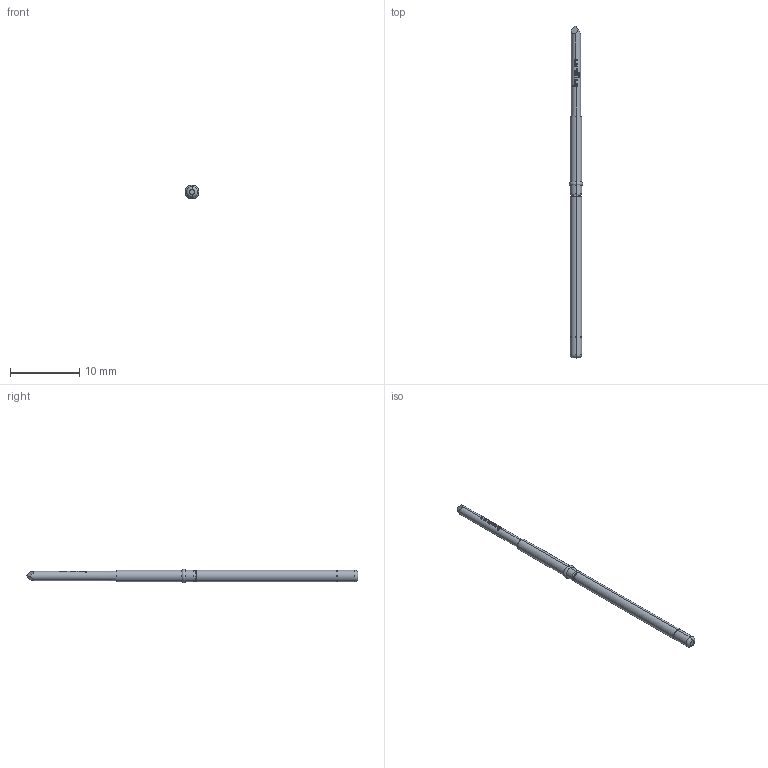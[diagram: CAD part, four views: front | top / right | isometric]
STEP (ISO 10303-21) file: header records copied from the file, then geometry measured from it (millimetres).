
FILE_DESCRIPTION (( 'STEP AP203' ), '1' );
FILE_NAME ('INGUN_GKS-204_207_130_A_xx10.STEP', '2022-01-27T08:20:59', ( 'ochi' ), ( '' ), 'SwSTEP 2.0', 'SolidWorks 2018', '' );
FILE_SCHEMA (( 'CONFIG_CONTROL_DESIGN' ));
Length unit declared in the file: millimetre
Products named in the file (1): INGUN_GKS-204_207_130_A_xx10
Bounding box: 2 x 47.9 x 2 mm (x, y, z)
Volume: 91.4 mm3; surface area: 236.8 mm2
Topology: 1 solids, 1 shells, 99 faces, 267 edges, 172 vertices
Faces by surface type: bspline 54, cylinder 20, plane 13, torus 12
Entity records: 4200 total; most frequent: CARTESIAN_POINT 2194, ORIENTED_EDGE 534, EDGE_CURVE 267, B_SPLINE_CURVE_WITH_KNOTS 204, DIRECTION 186, VERTEX_POINT 172, EDGE_LOOP 101, FACE_OUTER_BOUND 99
